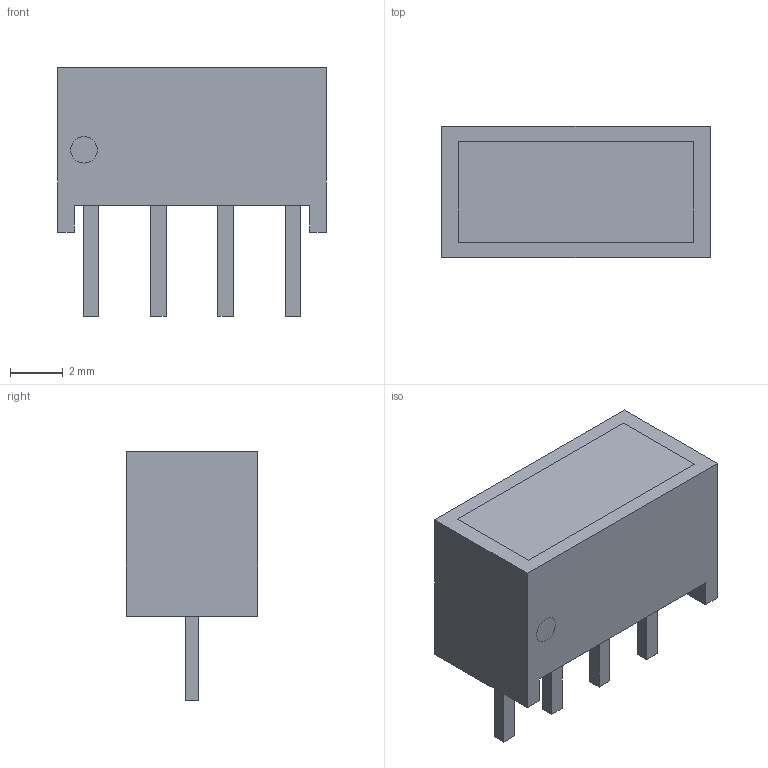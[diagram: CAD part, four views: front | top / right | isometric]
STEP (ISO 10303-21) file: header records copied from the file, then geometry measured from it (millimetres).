
FILE_DESCRIPTION((''),'2;1');
FILE_NAME('LED_AVAGO_HLMP-2400.stp','2011-06-27T15:26:04',(''),(''),'Mechanical Desktop 2011','Mechanical Desktop 2011',', , ');
FILE_SCHEMA(('AUTOMOTIVE_DESIGN { 1 2 10303 214 1 1 1 1 }'));
Length unit declared in the file: millimetre
Products named in the file (1): Product
Bounding box: 10.16 x 4.95 x 9.41 mm (x, y, z)
Volume: 273.4 mm3; surface area: 392 mm2
Topology: 7 solids, 7 shells, 52 faces, 108 edges, 72 vertices
Faces by surface type: bspline 34, plane 14, cylinder 4
Entity records: 1420 total; most frequent: CARTESIAN_POINT 335, ORIENTED_EDGE 216, DIRECTION 154, EDGE_CURVE 108, VECTOR 100, LINE 100, VERTEX_POINT 72, EDGE_LOOP 54
